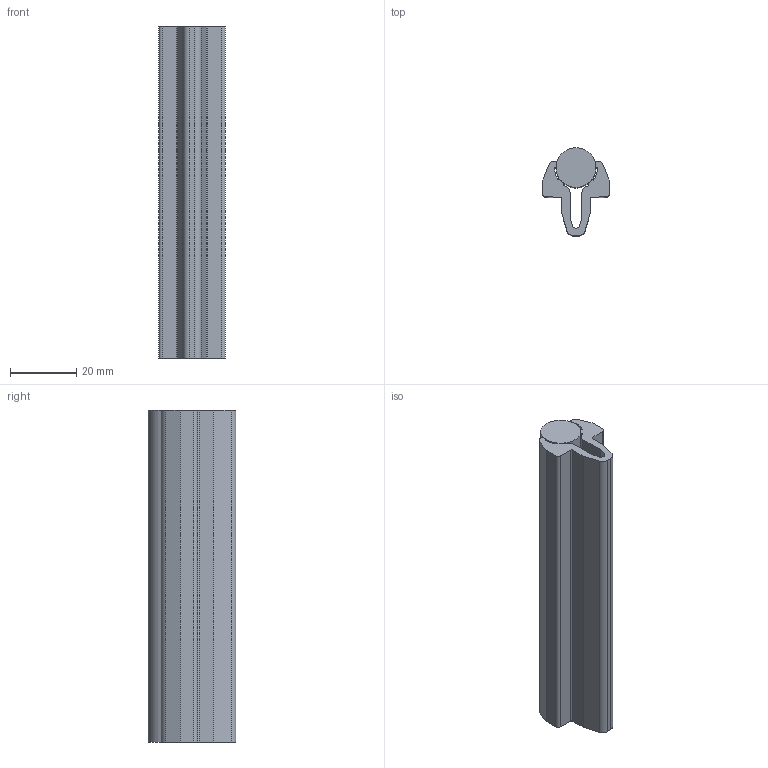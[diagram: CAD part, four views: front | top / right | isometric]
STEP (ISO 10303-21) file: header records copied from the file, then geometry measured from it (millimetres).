
FILE_DESCRIPTION(/* description */ ('PROF. CONTENIM. TONDO D.12'),/* implementation_level */ '2;1');
FILE_NAME(/* name */ 'BPRGD0000020.stp',/* time_stamp */ '2022-07-27T09:54:58+02:00',/* author */ ('tecnico3.vi'),/* organization */ (''),/* preprocessor_version */ 'ST-DEVELOPER v18.1',/* originating_system */ 'Autodesk Inventor 2022',/* authorisation */ '');
FILE_SCHEMA (('AUTOMOTIVE_DESIGN { 1 0 10303 214 3 1 1 }'));
Length unit declared in the file: millimetre
Products named in the file (3): 01.G12.C8A; 958510004309; 958510004310
Assembly tree (2 placements, depth 2):
  01.G12.C8A
    958510004309
    958510004310
Bounding box: 20 x 26.5 x 100 mm (x, y, z)
Volume: 27316 mm3; surface area: 15385.4 mm2
Topology: 2 solids, 2 shells, 59 faces, 165 edges, 110 vertices
Faces by surface type: cylinder 34, plane 25
Full cylindrical faces by diameter (mm): 12 x1
Entity records: 2043 total; most frequent: DIRECTION 361, CARTESIAN_POINT 339, ORIENTED_EDGE 330, EDGE_CURVE 165, AXIS2_PLACEMENT_3D 132, VERTEX_POINT 110, LINE 97, VECTOR 97
